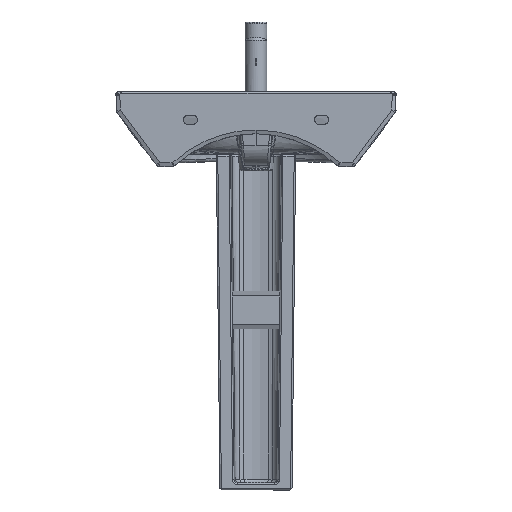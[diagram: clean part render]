
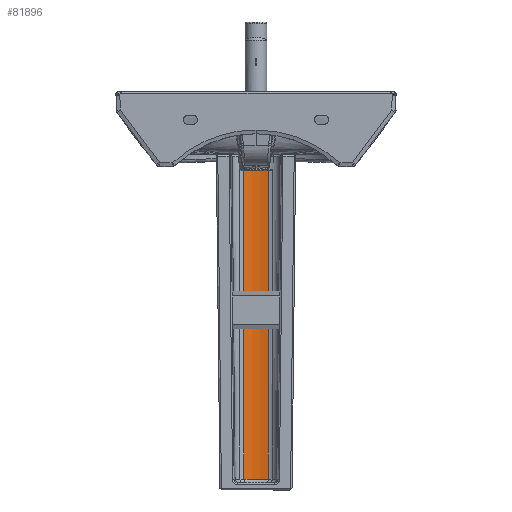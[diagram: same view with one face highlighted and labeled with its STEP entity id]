
A CAD part, left-side view. The second image highlights one B-rep face of the part: STEP entity #81896.
In plain terms, the highlighted free-form (B-spline) face has degree [5, 1] with [6, 2] control points.
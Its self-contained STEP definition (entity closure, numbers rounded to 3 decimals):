
#78127=CARTESIAN_POINT('',(25.779,-255.144,-836.65));
#78128=VERTEX_POINT('',#78127);
#78355=CARTESIAN_POINT('',(-25.779,-255.144,-836.65));
#78356=VERTEX_POINT('',#78355);
#78357=CARTESIAN_POINT('',(-25.779,-255.144,-836.65));
#78358=CARTESIAN_POINT('',(-20.73,-256.41,-836.636));
#78359=CARTESIAN_POINT('',(-15.601,-257.365,-836.626));
#78360=CARTESIAN_POINT('',(-10.422,-258.005,-836.619));
#78361=CARTESIAN_POINT('',(-2.613,-258.485,-836.614));
#78362=CARTESIAN_POINT('',(5.196,-258.246,-836.617));
#78363=CARTESIAN_POINT('',(7.796,-258.086,-836.619));
#78364=CARTESIAN_POINT('',(11.686,-257.727,-836.622));
#78365=CARTESIAN_POINT('',(15.554,-257.19,-836.628));
#78366=CARTESIAN_POINT('',(16.84,-256.992,-836.63));
#78367=CARTESIAN_POINT('',(18.765,-256.664,-836.634));
#78368=CARTESIAN_POINT('',(20.682,-256.292,-836.638));
#78369=CARTESIAN_POINT('',(21.32,-256.163,-836.639));
#78370=CARTESIAN_POINT('',(22.477,-255.92,-836.642));
#78371=CARTESIAN_POINT('',(23.631,-255.661,-836.644));
#78372=CARTESIAN_POINT('',(24.148,-255.541,-836.646));
#78373=CARTESIAN_POINT('',(24.782,-255.391,-836.647));
#78374=CARTESIAN_POINT('',(25.414,-255.235,-836.649));
#78375=CARTESIAN_POINT('',(25.548,-255.202,-836.649));
#78376=CARTESIAN_POINT('',(25.664,-255.173,-836.65));
#78377=CARTESIAN_POINT('',(25.779,-255.144,-836.65));
#78378=B_SPLINE_CURVE_WITH_KNOTS('',5,(#78357,#78358,#78359,#78360,#78361,#78362,#78363,#78364,#78365,#78366,#78367,#78368,#78369,#78370,#78371,#78372,#78373,#78374,#78375,#78376,#78377),.UNSPECIFIED.,.F.,.U.,(6,3,3,3,3,3,6),(50.074,75.463,88.158,94.505,97.679,100.271,100.853),.UNSPECIFIED.);
#78379=EDGE_CURVE('',#78356,#78128,#78378,.T.);
#81846=CARTESIAN_POINT('',(26.169,-264.74,-147.959));
#81847=VERTEX_POINT('',#81846);
#81848=CARTESIAN_POINT('',(25.779,-255.144,-836.65));
#81849=DIRECTION('',(0.001,-0.014,1.));
#81850=VECTOR('',#81849,688.758);
#81851=LINE('',#81848,#81850);
#81852=EDGE_CURVE('',#78128,#81847,#81851,.T.);
#81864=CARTESIAN_POINT('',(25.779,-255.144,-836.65));
#81865=CARTESIAN_POINT('',(15.675,-257.676,-836.65));
#81866=CARTESIAN_POINT('',(5.261,-258.967,-836.65));
#81867=CARTESIAN_POINT('',(-5.261,-258.967,-836.65));
#81868=CARTESIAN_POINT('',(-15.675,-257.676,-836.65));
#81869=CARTESIAN_POINT('',(-25.779,-255.144,-836.65));
#81870=CARTESIAN_POINT('',(26.169,-264.74,-147.958));
#81871=CARTESIAN_POINT('',(15.911,-267.302,-147.958));
#81872=CARTESIAN_POINT('',(5.34,-268.609,-147.958));
#81873=CARTESIAN_POINT('',(-5.34,-268.609,-147.958));
#81874=CARTESIAN_POINT('',(-15.911,-267.302,-147.958));
#81875=CARTESIAN_POINT('',(-26.169,-264.74,-147.958));
#81876=B_SPLINE_SURFACE_WITH_KNOTS('',5,1,((#81864,#81870),(#81865,#81871),(#81866,#81872),(#81867,#81873),(#81868,#81874),(#81869,#81875)),.UNSPECIFIED.,.F.,.F.,.U.,(6,6),(2,2),(0.0,52.725),(23.352,712.112),.UNSPECIFIED.);
#81877=ORIENTED_EDGE('',*,*,#81852,.F.);
#81878=ORIENTED_EDGE('',*,*,#78379,.F.);
#81879=CARTESIAN_POINT('',(-26.169,-264.74,-147.959));
#81880=VERTEX_POINT('',#81879);
#81881=CARTESIAN_POINT('',(-25.779,-255.144,-836.65));
#81882=DIRECTION('',(-0.001,-0.014,1.));
#81883=VECTOR('',#81882,688.758);
#81884=LINE('',#81881,#81883);
#81885=EDGE_CURVE('',#78356,#81880,#81884,.T.);
#81886=ORIENTED_EDGE('',*,*,#81885,.T.);
#81887=CARTESIAN_POINT('',(0.,-159.967,-147.992));
#81888=DIRECTION('',(0.,0.,-1.));
#81889=DIRECTION('',(-0.242,-0.97,0.));
#81890=AXIS2_PLACEMENT_3D('',#81887,#81888,#81889);
#81891=CIRCLE('',#81890,107.991);
#81892=EDGE_CURVE('',#81880,#81847,#81891,.F.);
#81893=ORIENTED_EDGE('',*,*,#81892,.T.);
#81894=EDGE_LOOP('',(#81877,#81878,#81886,#81893));
#81895=FACE_OUTER_BOUND('',#81894,.T.);
#81896=ADVANCED_FACE('',(#81895),#81876,.T.);
